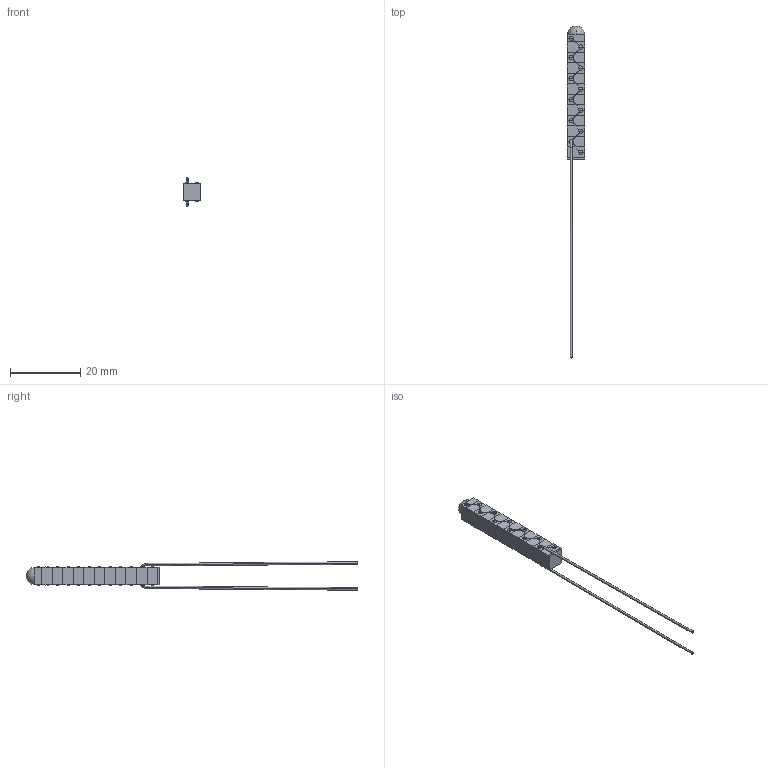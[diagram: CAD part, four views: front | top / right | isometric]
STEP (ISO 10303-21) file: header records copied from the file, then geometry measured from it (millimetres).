
FILE_DESCRIPTION (( 'STEP AP214' ), '1' );
FILE_NAME ('CTN002967.STEP', '2015-06-12T06:38:44', ( '' ), ( '' ), 'SwSTEP 2.0', 'SolidWorks 2014', '' );
FILE_SCHEMA (( 'AUTOMOTIVE_DESIGN' ));
Length unit declared in the file: millimetre
Products named in the file (1): CTN002967
Bounding box: 5 x 94.65 x 8.12 mm (x, y, z)
Volume: 965.4 mm3; surface area: 1719 mm2
Topology: 31 solids, 31 shells, 265 faces, 536 edges, 327 vertices
Faces by surface type: plane 115, cylinder 92, sphere 50, bspline 8
Entity records: 8593 total; most frequent: CARTESIAN_POINT 1835, DIRECTION 1134, ORIENTED_EDGE 1068, EDGE_CURVE 534, AXIS2_PLACEMENT_3D 420, VERTEX_POINT 327, VECTOR 294, LINE 294
